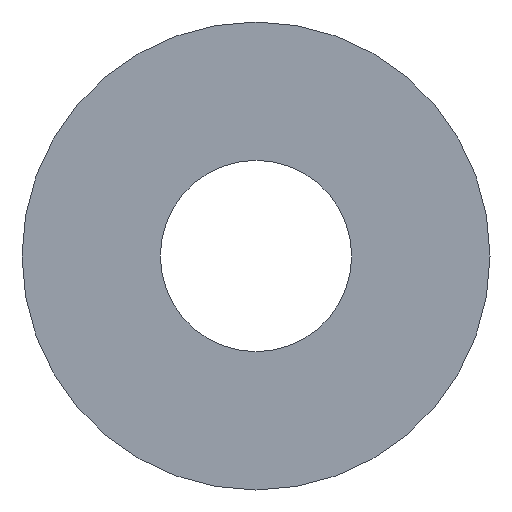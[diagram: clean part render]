
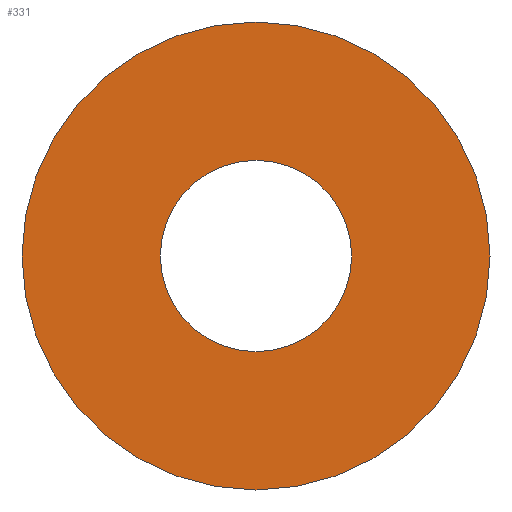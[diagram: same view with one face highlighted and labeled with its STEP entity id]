
A CAD part, left-side view. The second image highlights one B-rep face of the part: STEP entity #331.
In plain terms, the highlighted planar face has unit normal (-1, 0, 0).
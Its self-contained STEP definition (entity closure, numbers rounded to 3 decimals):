
#8 = DIRECTION ( 'NONE',  ( 0., 0., 1. ) ) ;
#13 = AXIS2_PLACEMENT_3D ( 'NONE', #189, #373, #8 ) ;
#19 = CARTESIAN_POINT ( 'NONE',  ( 0., 0., -8.75 ) ) ;
#37 = FACE_BOUND ( 'NONE', #52, .T. ) ;
#49 = EDGE_CURVE ( 'NONE', #459, #459, #505, .T. ) ;
#51 = VERTEX_POINT ( 'NONE', #19 ) ;
#52 = EDGE_LOOP ( 'NONE', ( #407 ) ) ;
#60 = EDGE_LOOP ( 'NONE', ( #327 ) ) ;
#91 = AXIS2_PLACEMENT_3D ( 'NONE', #379, #237, #479 ) ;
#189 = CARTESIAN_POINT ( 'NONE',  ( 0., -15., -8.66 ) ) ;
#192 = PLANE ( 'NONE',  #13 ) ;
#236 = FACE_OUTER_BOUND ( 'NONE', #60, .T. ) ;
#237 = DIRECTION ( 'NONE',  ( -1., 0., 0. ) ) ;
#238 = EDGE_CURVE ( 'NONE', #51, #51, #284, .T. ) ;
#284 = CIRCLE ( 'NONE', #308, 8.75 ) ;
#308 = AXIS2_PLACEMENT_3D ( 'NONE', #395, #344, #578 ) ;
#327 = ORIENTED_EDGE ( 'NONE', *, *, #49, .T. ) ;
#331 = ADVANCED_FACE ( 'NONE', ( #37, #236 ), #192, .T. ) ;
#344 = DIRECTION ( 'NONE',  ( 1., 0., 0. ) ) ;
#353 = CARTESIAN_POINT ( 'NONE',  ( 0., 0., 21.4 ) ) ;
#373 = DIRECTION ( 'NONE',  ( -1., 0., 0. ) ) ;
#379 = CARTESIAN_POINT ( 'NONE',  ( 0., 0., 0. ) ) ;
#395 = CARTESIAN_POINT ( 'NONE',  ( 0., 0., 0. ) ) ;
#407 = ORIENTED_EDGE ( 'NONE', *, *, #238, .T. ) ;
#459 = VERTEX_POINT ( 'NONE', #353 ) ;
#479 = DIRECTION ( 'NONE',  ( 0., 0., 1. ) ) ;
#505 = CIRCLE ( 'NONE', #91, 21.4 ) ;
#578 = DIRECTION ( 'NONE',  ( 0., 0., -1. ) ) ;
